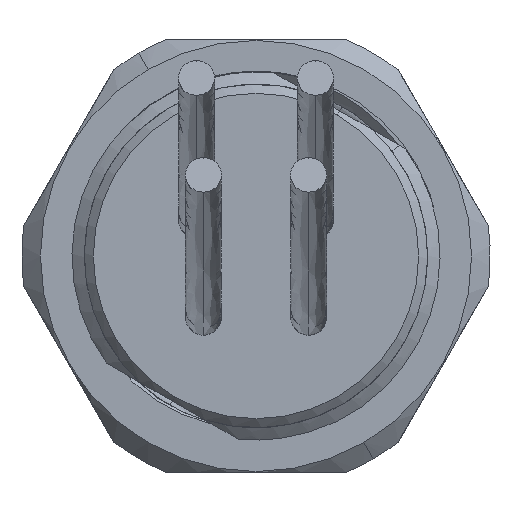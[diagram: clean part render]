
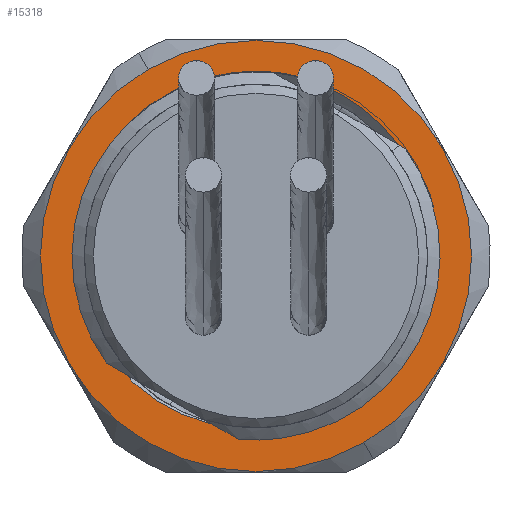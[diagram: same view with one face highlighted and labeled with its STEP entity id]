
A CAD part, front view. The second image highlights one B-rep face of the part: STEP entity #15318.
In plain terms, the highlighted planar face has unit normal (0, -1, 0).
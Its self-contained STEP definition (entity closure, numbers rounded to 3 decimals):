
#2534=DIRECTION('',(0.866,0.,-0.5));
#2535=VECTOR('',#2534,0.482);
#2536=CARTESIAN_POINT('',(7.893,-13.2,6.182));
#2537=LINE('',#2536,#2535);
#2631=CARTESIAN_POINT('',(0.,-13.2,0.));
#2632=DIRECTION('',(0.,1.,0.));
#2633=DIRECTION('',(0.5,0.,-0.866));
#2634=AXIS2_PLACEMENT_3D('',#2631,#2632,#2633);
#2636=CARTESIAN_POINT('',(0.,-13.2,0.));
#2637=DIRECTION('',(0.,1.,0.));
#2638=DIRECTION('',(-0.5,0.,0.866));
#2639=AXIS2_PLACEMENT_3D('',#2636,#2637,#2638);
#2641=CARTESIAN_POINT('',(0.694,-13.2,10.226));
#2642=CARTESIAN_POINT('',(1.051,-13.2,10.193));
#2643=CARTESIAN_POINT('',(1.757,-13.2,10.089));
#2644=CARTESIAN_POINT('',(2.794,-13.2,9.823));
#2645=CARTESIAN_POINT('',(3.794,-13.2,9.451));
#2646=CARTESIAN_POINT('',(4.75,-13.2,8.978));
#2647=CARTESIAN_POINT('',(5.647,-13.2,8.408));
#2648=CARTESIAN_POINT('',(6.478,-13.2,7.749));
#2649=CARTESIAN_POINT('',(7.236,-13.2,7.007));
#2650=CARTESIAN_POINT('',(7.683,-13.2,6.465));
#2651=CARTESIAN_POINT('',(7.893,-13.2,6.182));
#2653=CARTESIAN_POINT('',(-5.998,-13.2,8.312));
#2654=CARTESIAN_POINT('',(-5.723,-13.2,8.51));
#2655=CARTESIAN_POINT('',(-5.156,-13.2,8.878));
#2656=CARTESIAN_POINT('',(-4.253,-13.2,9.344));
#2657=CARTESIAN_POINT('',(-3.309,-13.2,9.719));
#2658=CARTESIAN_POINT('',(-2.332,-13.2,9.998));
#2659=CARTESIAN_POINT('',(-1.333,-13.2,10.18));
#2660=CARTESIAN_POINT('',(-0.32,-13.2,10.262));
#2661=CARTESIAN_POINT('',(0.355,-13.2,10.249));
#2662=CARTESIAN_POINT('',(0.694,-13.2,10.226));
#2664=CARTESIAN_POINT('',(-1.089,-13.2,-9.545));
#2665=CARTESIAN_POINT('',(-1.427,-13.2,-9.516));
#2666=CARTESIAN_POINT('',(-2.095,-13.2,-9.423));
#2667=CARTESIAN_POINT('',(-3.083,-13.2,-9.177));
#2668=CARTESIAN_POINT('',(-4.041,-13.2,-8.829));
#2669=CARTESIAN_POINT('',(-4.958,-13.2,-8.38));
#2670=CARTESIAN_POINT('',(-5.826,-13.2,-7.837));
#2671=CARTESIAN_POINT('',(-6.634,-13.2,-7.205));
#2672=CARTESIAN_POINT('',(-7.372,-13.2,-6.49));
#2673=CARTESIAN_POINT('',(-8.033,-13.2,-5.7));
#2674=CARTESIAN_POINT('',(-8.609,-13.2,-4.843));
#2675=CARTESIAN_POINT('',(-9.094,-13.2,-3.928));
#2676=CARTESIAN_POINT('',(-9.481,-13.2,-2.966));
#2677=CARTESIAN_POINT('',(-9.766,-13.2,-1.967));
#2678=CARTESIAN_POINT('',(-9.945,-13.2,-0.942));
#2679=CARTESIAN_POINT('',(-10.017,-13.2,0.1));
#2680=CARTESIAN_POINT('',(-9.98,-13.2,1.144));
#2681=CARTESIAN_POINT('',(-9.834,-13.2,2.182));
#2682=CARTESIAN_POINT('',(-9.581,-13.2,3.201));
#2683=CARTESIAN_POINT('',(-9.222,-13.2,4.19));
#2684=CARTESIAN_POINT('',(-8.762,-13.2,5.138));
#2685=CARTESIAN_POINT('',(-8.204,-13.2,6.036));
#2686=CARTESIAN_POINT('',(-7.555,-13.2,6.872));
#2687=CARTESIAN_POINT('',(-6.821,-13.2,7.639));
#2688=CARTESIAN_POINT('',(-6.281,-13.2,8.096));
#2689=CARTESIAN_POINT('',(-5.998,-13.2,8.312));
#4138=CARTESIAN_POINT('',(9.109,-13.2,-3.996));
#4139=CARTESIAN_POINT('',(8.971,-13.2,-4.289));
#4140=CARTESIAN_POINT('',(8.669,-13.2,-4.857));
#4141=CARTESIAN_POINT('',(8.132,-13.2,-5.665));
#4142=CARTESIAN_POINT('',(7.524,-13.2,-6.411));
#4143=CARTESIAN_POINT('',(6.844,-13.2,-7.096));
#4144=CARTESIAN_POINT('',(6.104,-13.2,-7.708));
#4145=CARTESIAN_POINT('',(5.309,-13.2,-8.245));
#4146=CARTESIAN_POINT('',(4.466,-13.2,-8.701));
#4147=CARTESIAN_POINT('',(3.586,-13.2,-9.071));
#4148=CARTESIAN_POINT('',(2.675,-13.2,-9.353));
#4149=CARTESIAN_POINT('',(1.741,-13.2,-9.544));
#4150=CARTESIAN_POINT('',(0.799,-13.2,-9.642));
#4151=CARTESIAN_POINT('',(-0.151,-13.2,-9.647));
#4152=CARTESIAN_POINT('',(-0.777,-13.2,-9.589));
#4153=CARTESIAN_POINT('',(-1.089,-13.2,-9.545));
#5298=CARTESIAN_POINT('',(8.497,-13.2,5.671));
#5299=CARTESIAN_POINT('',(8.678,-13.2,5.383));
#5300=CARTESIAN_POINT('',(9.011,-13.2,4.791));
#5301=CARTESIAN_POINT('',(9.42,-13.2,3.856));
#5302=CARTESIAN_POINT('',(9.732,-13.2,2.89));
#5303=CARTESIAN_POINT('',(9.946,-13.2,1.897));
#5304=CARTESIAN_POINT('',(10.059,-13.2,0.89));
#5305=CARTESIAN_POINT('',(10.071,-13.2,-0.119));
#5306=CARTESIAN_POINT('',(9.981,-13.2,-1.126));
#5307=CARTESIAN_POINT('',(9.793,-13.2,-2.112));
#5308=CARTESIAN_POINT('',(9.505,-13.2,-3.077));
#5309=CARTESIAN_POINT('',(9.252,-13.2,-3.694));
#5310=CARTESIAN_POINT('',(9.109,-13.2,-3.996));
#5325=CARTESIAN_POINT('',(8.31,-13.2,5.941));
#5326=CARTESIAN_POINT('',(8.342,-13.2,5.896));
#5327=CARTESIAN_POINT('',(8.405,-13.2,5.807));
#5328=CARTESIAN_POINT('',(8.466,-13.2,5.716));
#5329=CARTESIAN_POINT('',(8.497,-13.2,5.671));
#12062=CARTESIAN_POINT('',(5.983,-13.2,-10.363));
#12063=CARTESIAN_POINT('',(-5.983,-13.2,10.363));
#12064=VERTEX_POINT('',#12062);
#12065=VERTEX_POINT('',#12063);
#12078=VERTEX_POINT('',#2653);
#12079=VERTEX_POINT('',#2662);
#12791=VERTEX_POINT('',#5325);
#12792=VERTEX_POINT('',#5329);
#12793=VERTEX_POINT('',#5310);
#12803=VERTEX_POINT('',#4153);
#12833=CARTESIAN_POINT('',(7.893,-13.2,6.182));
#12834=VERTEX_POINT('',#12833);
#15293=CARTESIAN_POINT('',(-25.725,-13.2,-60.486));
#15294=DIRECTION('',(0.,1.,0.));
#15295=DIRECTION('',(1.,0.,0.));
#15296=AXIS2_PLACEMENT_3D('',#15293,#15294,#15295);
#15297=PLANE('',#15296);
#15299=ORIENTED_EDGE('',*,*,#15298,.T.);
#15301=ORIENTED_EDGE('',*,*,#15300,.T.);
#15302=EDGE_LOOP('',(#15299,#15301));
#15303=FACE_OUTER_BOUND('',#15302,.F.);
#15305=ORIENTED_EDGE('',*,*,#15304,.F.);
#15306=ORIENTED_EDGE('',*,*,#15189,.F.);
#15307=ORIENTED_EDGE('',*,*,#15138,.F.);
#15309=ORIENTED_EDGE('',*,*,#15308,.F.);
#15311=ORIENTED_EDGE('',*,*,#15310,.F.);
#15313=ORIENTED_EDGE('',*,*,#15312,.F.);
#15315=ORIENTED_EDGE('',*,*,#15314,.F.);
#15316=EDGE_LOOP('',(#15305,#15306,#15307,#15309,#15311,#15313,#15315));
#15317=FACE_BOUND('',#15316,.F.);
#2635=CIRCLE('',#2634,11.966);
#2640=CIRCLE('',#2639,11.966);
#2652=B_SPLINE_CURVE_WITH_KNOTS('',3,(#2641,#2642,#2643,#2644,#2645,#2646,#2647,
#2648,#2649,#2650,#2651),.UNSPECIFIED.,.F.,.F.,(4,1,1,1,1,1,1,1,4),(0.,
0.125,0.25,0.375,0.5,0.625,0.75,0.875,1.),.UNSPECIFIED.);
#2663=B_SPLINE_CURVE_WITH_KNOTS('',3,(#2653,#2654,#2655,#2656,#2657,#2658,#2659,
#2660,#2661,#2662),.UNSPECIFIED.,.F.,.F.,(4,1,1,1,1,1,1,4),(0.,
0.143,0.286,0.429,0.571,
0.714,0.857,1.),.UNSPECIFIED.);
#2690=B_SPLINE_CURVE_WITH_KNOTS('',3,(#2664,#2665,#2666,#2667,#2668,#2669,#2670,
#2671,#2672,#2673,#2674,#2675,#2676,#2677,#2678,#2679,#2680,#2681,#2682,#2683,
#2684,#2685,#2686,#2687,#2688,#2689),.UNSPECIFIED.,.F.,.F.,(4,1,1,1,1,1,1,1,1,1,
1,1,1,1,1,1,1,1,1,1,1,1,1,4),(0.,0.043,0.087,
0.13,0.174,0.217,0.261,
0.304,0.348,0.391,0.435,
0.478,0.522,0.565,0.609,
0.652,0.696,0.739,0.783,
0.826,0.87,0.913,0.957,1.),
.UNSPECIFIED.);
#4154=B_SPLINE_CURVE_WITH_KNOTS('',3,(#4138,#4139,#4140,#4141,#4142,#4143,#4144,
#4145,#4146,#4147,#4148,#4149,#4150,#4151,#4152,#4153),.UNSPECIFIED.,.F.,.F.,(4,
1,1,1,1,1,1,1,1,1,1,1,1,4),(0.,0.077,0.154,
0.231,0.308,0.385,0.462,
0.538,0.615,0.692,0.769,
0.846,0.923,1.),.UNSPECIFIED.);
#5311=B_SPLINE_CURVE_WITH_KNOTS('',3,(#5298,#5299,#5300,#5301,#5302,#5303,#5304,
#5305,#5306,#5307,#5308,#5309,#5310),.UNSPECIFIED.,.F.,.F.,(4,1,1,1,1,1,1,1,1,1,
4),(0.,0.1,0.2,0.3,0.4,0.5,0.6,0.7,0.8,0.9,1.),
.UNSPECIFIED.);
#5330=B_SPLINE_CURVE_WITH_KNOTS('',3,(#5325,#5326,#5327,#5328,#5329),
.UNSPECIFIED.,.F.,.F.,(4,1,4),(0.,0.5,1.),.UNSPECIFIED.);
#15138=EDGE_CURVE('',#12079,#12834,#2652,.T.);
#15189=EDGE_CURVE('',#12834,#12791,#2537,.T.);
#15298=EDGE_CURVE('',#12064,#12065,#2635,.T.);
#15300=EDGE_CURVE('',#12065,#12064,#2640,.T.);
#15304=EDGE_CURVE('',#12791,#12792,#5330,.T.);
#15308=EDGE_CURVE('',#12078,#12079,#2663,.T.);
#15310=EDGE_CURVE('',#12803,#12078,#2690,.T.);
#15312=EDGE_CURVE('',#12793,#12803,#4154,.T.);
#15314=EDGE_CURVE('',#12792,#12793,#5311,.T.);
#15318=ADVANCED_FACE('',(#15303,#15317),#15297,.F.);
